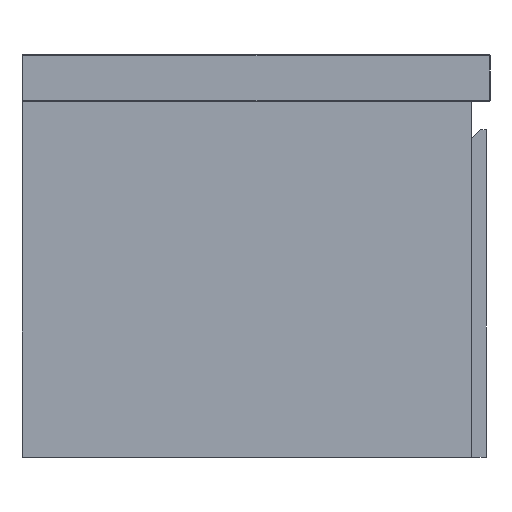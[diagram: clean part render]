
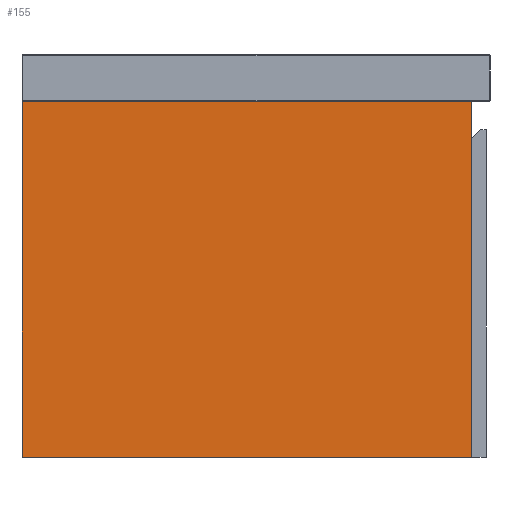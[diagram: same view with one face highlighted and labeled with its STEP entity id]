
A CAD part, left-side view. The second image highlights one B-rep face of the part: STEP entity #155.
In plain terms, the highlighted planar face has unit normal (-1, 0, 0).
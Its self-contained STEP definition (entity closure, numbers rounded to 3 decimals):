
#155=ADVANCED_FACE('',(#213),#868,.T.);
#213=FACE_OUTER_BOUND('',#271,.T.);
#271=EDGE_LOOP('',(#347,#348,#349,#350));
#347=ORIENTED_EDGE('',*,*,#586,.F.);
#348=ORIENTED_EDGE('',*,*,#573,.T.);
#349=ORIENTED_EDGE('',*,*,#584,.T.);
#350=ORIENTED_EDGE('',*,*,#585,.F.);
#573=EDGE_CURVE('',#796,#795,#694,.T.);
#584=EDGE_CURVE('',#795,#803,#705,.T.);
#585=EDGE_CURVE('',#804,#803,#706,.T.);
#586=EDGE_CURVE('',#796,#804,#707,.T.);
#694=B_SPLINE_CURVE_WITH_KNOTS('',1,(#1206,#1207),.UNSPECIFIED.,.F.,.F.,
(2,2),(-380.,0.),.UNSPECIFIED.);
#705=B_SPLINE_CURVE_WITH_KNOTS('',1,(#1228,#1229),.UNSPECIFIED.,.F.,.F.,
(2,2),(-480.,0.),.UNSPECIFIED.);
#706=B_SPLINE_CURVE_WITH_KNOTS('',1,(#1230,#1231),.UNSPECIFIED.,.F.,.F.,
(2,2),(-380.,0.),.UNSPECIFIED.);
#707=B_SPLINE_CURVE_WITH_KNOTS('',1,(#1232,#1233),.UNSPECIFIED.,.F.,.F.,
(2,2),(-480.,0.),.UNSPECIFIED.);
#795=VERTEX_POINT('',#1186);
#796=VERTEX_POINT('',#1187);
#803=VERTEX_POINT('',#1194);
#804=VERTEX_POINT('',#1195);
#868=PLANE('',#1032);
#1032=AXIS2_PLACEMENT_3D('',#1175,#1101,$);
#1101=DIRECTION('',(-1.,0.,0.));
#1175=CARTESIAN_POINT('',(-894.,-228.,528.));
#1186=CARTESIAN_POINT('',(-894.,190.,480.));
#1187=CARTESIAN_POINT('',(-894.,-190.,480.));
#1194=CARTESIAN_POINT('',(-894.,190.,0.));
#1195=CARTESIAN_POINT('',(-894.,-190.,0.));
#1206=CARTESIAN_POINT('',(-894.,-190.,480.));
#1207=CARTESIAN_POINT('',(-894.,190.,480.));
#1228=CARTESIAN_POINT('',(-894.,190.,480.));
#1229=CARTESIAN_POINT('',(-894.,190.,0.));
#1230=CARTESIAN_POINT('',(-894.,-190.,0.));
#1231=CARTESIAN_POINT('',(-894.,190.,0.));
#1232=CARTESIAN_POINT('',(-894.,-190.,480.));
#1233=CARTESIAN_POINT('',(-894.,-190.,0.));
